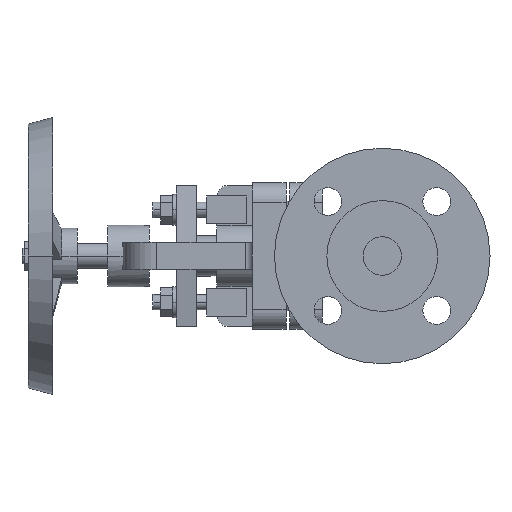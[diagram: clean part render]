
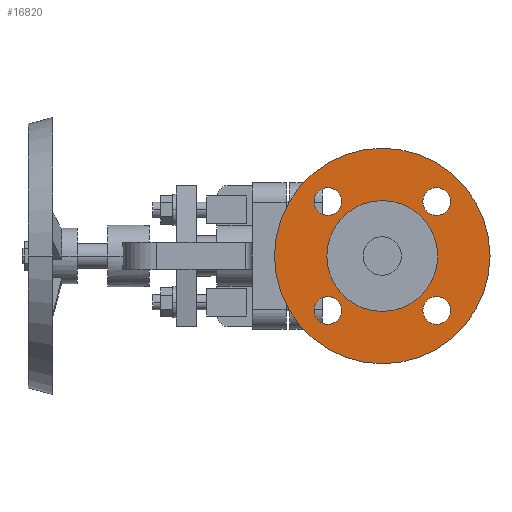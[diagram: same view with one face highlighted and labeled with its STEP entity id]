
A CAD part, left-side view. The second image highlights one B-rep face of the part: STEP entity #16820.
In plain terms, the highlighted planar face has unit normal (-1, 0, 0).
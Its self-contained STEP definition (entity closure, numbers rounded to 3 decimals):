
#3740=CARTESIAN_POINT('',(2.,36.,0.));
#3750=VERTEX_POINT('',#3740);
#3780=CARTESIAN_POINT('',(2.,0.,0.));
#3790=DIRECTION('',(-1.,0.,0.));
#3800=DIRECTION('',(0.,1.,0.));
#3810=AXIS2_PLACEMENT_3D('',#3780,#3790,#3800);
#3820=CIRCLE('',#3810,36.);
#3830=CARTESIAN_POINT('',(2.,-36.,0.));
#3840=VERTEX_POINT('',#3830);
#3850=EDGE_CURVE('',#3840,#3750,#3820,.T.);
#8050=CARTESIAN_POINT('',(2.,0.,-70.));
#8060=VERTEX_POINT('',#8050);
#8090=CARTESIAN_POINT('',(2.,0.,0.));
#8100=DIRECTION('',(1.,0.,0.));
#8110=DIRECTION('',(0.,0.,-1.));
#8120=AXIS2_PLACEMENT_3D('',#8090,#8100,#8110);
#8130=CIRCLE('',#8120,70.);
#8140=CARTESIAN_POINT('',(2.,0.,70.));
#8150=VERTEX_POINT('',#8140);
#8160=EDGE_CURVE('',#8150,#8060,#8130,.T.);
#8540=CARTESIAN_POINT('',(2.,35.355,-44.355));
#8550=VERTEX_POINT('',#8540);
#8710=CARTESIAN_POINT('',(2.,35.355,-26.355));
#8720=VERTEX_POINT('',#8710);
#8750=CARTESIAN_POINT('',(2.,35.355,-35.355));
#8760=DIRECTION('',(1.,0.,0.));
#8770=DIRECTION('',(0.,0.,-1.));
#8780=AXIS2_PLACEMENT_3D('',#8750,#8760,#8770);
#8790=CIRCLE('',#8780,9.);
#8800=EDGE_CURVE('',#8720,#8550,#8790,.T.);
#9030=CARTESIAN_POINT('',(2.,-35.355,-26.355));
#9040=VERTEX_POINT('',#9030);
#9200=CARTESIAN_POINT('',(2.,-35.355,-44.355));
#9210=VERTEX_POINT('',#9200);
#9240=CARTESIAN_POINT('',(2.,-35.355,-35.355));
#9250=DIRECTION('',(1.,0.,0.));
#9260=DIRECTION('',(0.,0.,-1.));
#9270=AXIS2_PLACEMENT_3D('',#9240,#9250,#9260);
#9280=CIRCLE('',#9270,9.);
#9290=EDGE_CURVE('',#9210,#9040,#9280,.T.);
#9520=CARTESIAN_POINT('',(2.,35.355,44.355));
#9530=VERTEX_POINT('',#9520);
#9560=CARTESIAN_POINT('',(2.,35.355,35.355));
#9570=DIRECTION('',(1.,0.,0.));
#9580=DIRECTION('',(0.,0.,-1.));
#9590=AXIS2_PLACEMENT_3D('',#9560,#9570,#9580);
#9600=CIRCLE('',#9590,9.);
#9610=CARTESIAN_POINT('',(2.,35.355,26.355));
#9620=VERTEX_POINT('',#9610);
#9630=EDGE_CURVE('',#9530,#9620,#9600,.T.);
#10010=CARTESIAN_POINT('',(2.,-35.355,44.355));
#10020=VERTEX_POINT('',#10010);
#10050=CARTESIAN_POINT('',(2.,-35.355,35.355));
#10060=DIRECTION('',(1.,0.,0.));
#10070=DIRECTION('',(0.,0.,-1.));
#10080=AXIS2_PLACEMENT_3D('',#10050,#10060,#10070);
#10090=CIRCLE('',#10080,9.);
#10100=CARTESIAN_POINT('',(2.,-35.355,26.355));
#10110=VERTEX_POINT('',#10100);
#10120=EDGE_CURVE('',#10020,#10110,#10090,.T.);
#16470=CARTESIAN_POINT('',(2.,0.,0.));
#16480=DIRECTION('',(1.,0.,0.));
#16490=DIRECTION('',(0.,0.,-1.));
#16500=AXIS2_PLACEMENT_3D('',#16470,#16480,#16490);
#16510=PLANE('',#16500);
#16520=ORIENTED_EDGE('',*,*,#10120,.T.);
#16530=EDGE_CURVE('',#10110,#10020,#10090,.T.);
#16540=ORIENTED_EDGE('',*,*,#16530,.T.);
#16550=EDGE_LOOP('',(#16540,#16520));
#16560=FACE_BOUND('',#16550,.T.);
#16570=EDGE_CURVE('',#9620,#9530,#9600,.T.);
#16580=ORIENTED_EDGE('',*,*,#16570,.T.);
#16590=ORIENTED_EDGE('',*,*,#9630,.T.);
#16600=EDGE_LOOP('',(#16590,#16580));
#16610=FACE_BOUND('',#16600,.T.);
#16620=EDGE_CURVE('',#9040,#9210,#9280,.T.);
#16630=ORIENTED_EDGE('',*,*,#16620,.T.);
#16640=ORIENTED_EDGE('',*,*,#9290,.T.);
#16650=EDGE_LOOP('',(#16640,#16630));
#16660=FACE_BOUND('',#16650,.T.);
#16670=EDGE_CURVE('',#8550,#8720,#8790,.T.);
#16680=ORIENTED_EDGE('',*,*,#16670,.T.);
#16690=ORIENTED_EDGE('',*,*,#8800,.T.);
#16700=EDGE_LOOP('',(#16690,#16680));
#16710=FACE_BOUND('',#16700,.T.);
#16720=ORIENTED_EDGE('',*,*,#8160,.F.);
#16730=EDGE_CURVE('',#8060,#8150,#8130,.T.);
#16740=ORIENTED_EDGE('',*,*,#16730,.F.);
#16750=EDGE_LOOP('',(#16740,#16720));
#16760=FACE_OUTER_BOUND('',#16750,.T.);
#16770=ORIENTED_EDGE('',*,*,#3850,.F.);
#16780=EDGE_CURVE('',#3750,#3840,#3820,.T.);
#16790=ORIENTED_EDGE('',*,*,#16780,.F.);
#16800=EDGE_LOOP('',(#16790,#16770));
#16810=FACE_BOUND('',#16800,.T.);
#16820=ADVANCED_FACE('',(#16560,#16610,#16660,#16710,#16760,#16810),
#16510,.F.);
